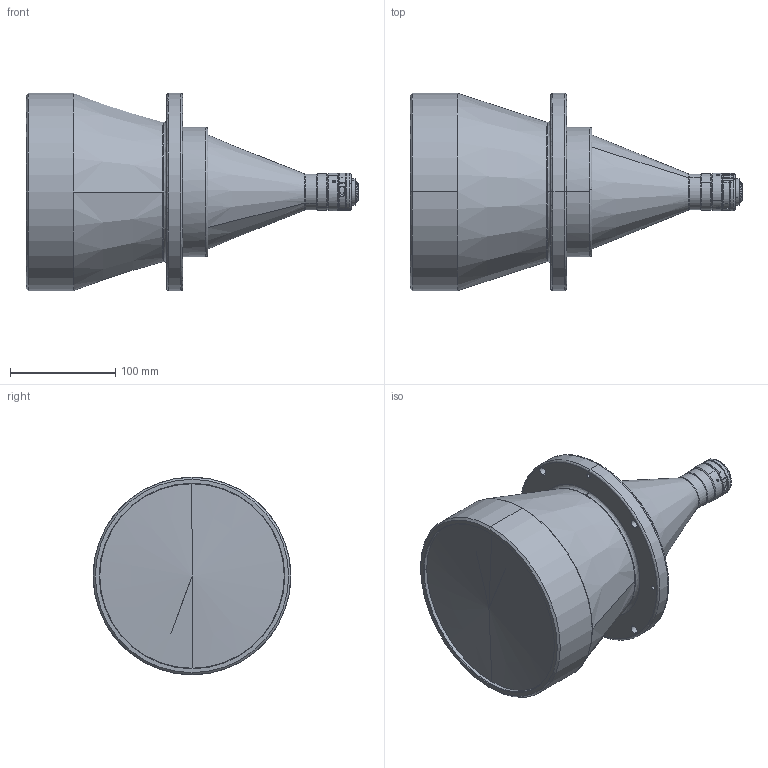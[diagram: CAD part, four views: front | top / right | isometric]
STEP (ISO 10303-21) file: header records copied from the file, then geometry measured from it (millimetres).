
FILE_DESCRIPTION (( 'STEP AP203' ), '1' );
FILE_NAME ('DTCM125-150-AL.STEP', '2017-11-10T07:47:28', ( 'frank' ), ( '' ), 'SwSTEP 2.0', 'SolidWorks 2012', '' );
FILE_SCHEMA (( 'CONFIG_CONTROL_DESIGN' ));
Length unit declared in the file: millimetre
Products named in the file (1): DTCM125-150-AL
Bounding box: 315.89 x 188 x 188 mm (x, y, z)
Volume: 4122844.7 mm3; surface area: 182696.3 mm2
Topology: 1 solids, 1 shells, 167 faces, 434 edges, 276 vertices
Faces by surface type: cylinder 82, cone 49, plane 22, bspline 14
Entity records: 6331 total; most frequent: CARTESIAN_POINT 2268, ORIENTED_EDGE 856, DIRECTION 820, EDGE_CURVE 428, AXIS2_PLACEMENT_3D 342, VERTEX_POINT 276, EDGE_LOOP 198, CIRCLE 188
